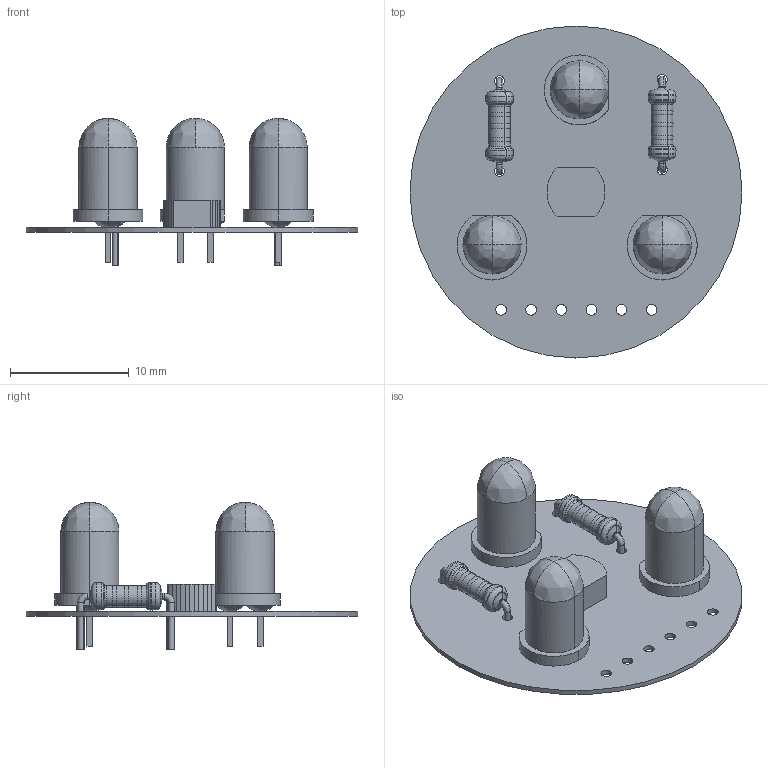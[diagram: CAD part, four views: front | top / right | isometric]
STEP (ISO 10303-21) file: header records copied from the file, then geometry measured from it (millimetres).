
FILE_DESCRIPTION(('Open CASCADE Model'),'2;1');
FILE_NAME('Open CASCADE Shape Model','2021-08-10T17:31:48',('Author'),( 'Open CASCADE'),'Open CASCADE STEP processor 6.8','Open CASCADE 6.8' ,'Unknown');
FILE_SCHEMA(('AUTOMOTIVE_DESIGN { 1 0 10303 214 1 1 1 1 }'));
Length unit declared in the file: millimetre
Products named in the file (1): PCB
Bounding box: 28 x 28 x 12.43 mm (x, y, z)
Volume: 331.5 mm3; surface area: 2098.9 mm2
Topology: 16 solids, 25 shells, 275 faces, 670 edges, 403 vertices
Faces by surface type: plane 84, cylinder 67, bspline 48, torus 32, revolution 28, cone 16
Full cylindrical faces by diameter (mm): 0.8 x8, 0.85 x4, 0.9 x6, 28 x1
Entity records: 8707 total; most frequent: CARTESIAN_POINT 2759, ORIENTED_EDGE 1244, DIRECTION 1078, EDGE_CURVE 658, AXIS2_PLACEMENT_3D 426, VERTEX_POINT 403, FACE_BOUND 320, EDGE_LOOP 320
